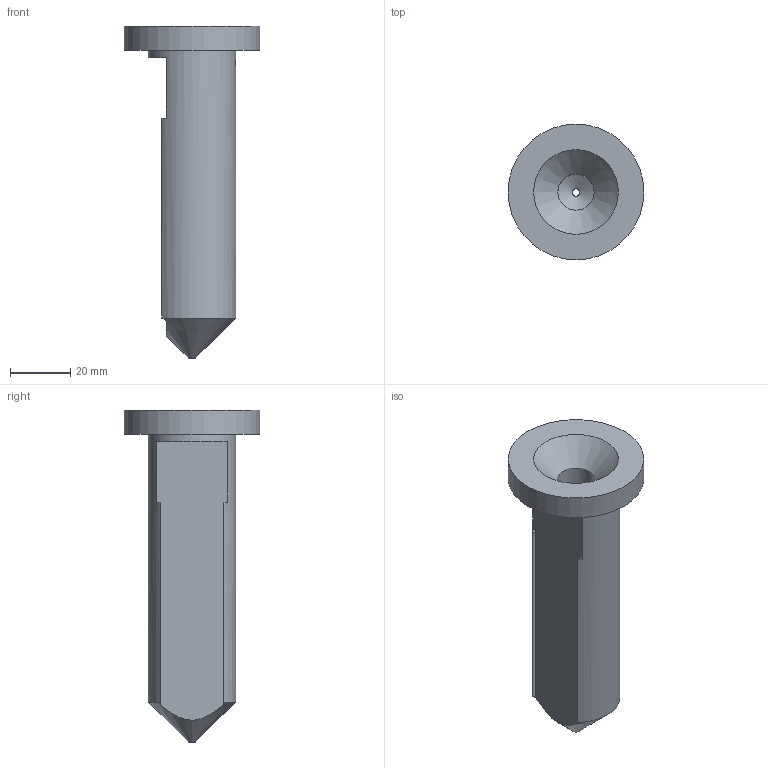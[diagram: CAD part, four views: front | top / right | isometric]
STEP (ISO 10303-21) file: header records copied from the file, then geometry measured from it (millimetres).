
FILE_DESCRIPTION(/* description */ (''),/* implementation_level */ '2;1');
FILE_NAME(/* name */ '3.8 Nozzle_.step',/* time_stamp */ '2024-08-15T22:35:03+02:00',/* author */ (''),/* organization */ (''),/* preprocessor_version */ 'ST-DEVELOPER v20',/* originating_system */ 'Autodesk Translation Framework v13.14.0.145',/* authorisation */ '');
FILE_SCHEMA (('AUTOMOTIVE_DESIGN { 1 0 10303 214 3 1 1 }'));
Length unit declared in the file: millimetre
Products named in the file (1): Nozzle
Bounding box: 45 x 45 x 110 mm (x, y, z)
Volume: 52955.3 mm3; surface area: 16388.8 mm2
Topology: 1 solids, 1 shells, 17 faces, 38 edges, 24 vertices
Faces by surface type: plane 8, cylinder 5, cone 3, bspline 1
Full cylindrical faces by diameter (mm): 2.5 x1, 12 x1, 29 x1, 45 x1
Entity records: 653 total; most frequent: CARTESIAN_POINT 221, DIRECTION 79, ORIENTED_EDGE 76, EDGE_CURVE 38, AXIS2_PLACEMENT_3D 30, VERTEX_POINT 24, EDGE_LOOP 20, LINE 19
